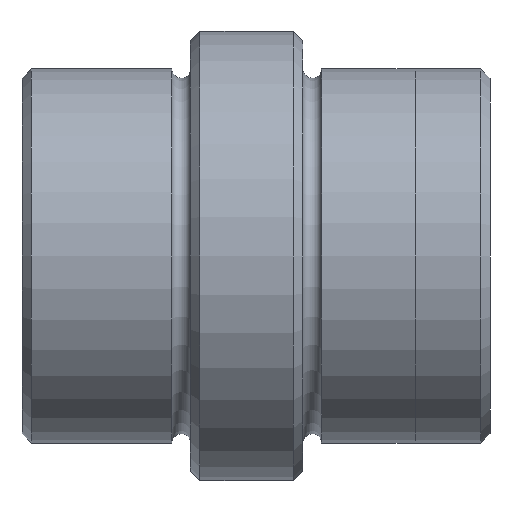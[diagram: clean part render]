
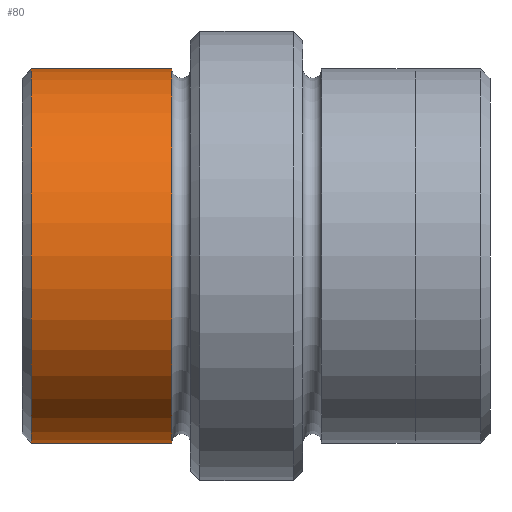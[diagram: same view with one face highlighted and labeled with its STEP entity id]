
A CAD part, front view. The second image highlights one B-rep face of the part: STEP entity #80.
In plain terms, the highlighted cylindrical face has radius 9.999 mm (diameter 19.999 mm), a full revolution.
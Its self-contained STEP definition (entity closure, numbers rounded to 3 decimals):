
#80 = ADVANCED_FACE( '', ( #106, #107 ), #108, .T. );
#106 = FACE_OUTER_BOUND( '', #160, .T. );
#107 = FACE_OUTER_BOUND( '', #161, .T. );
#108 = CYLINDRICAL_SURFACE( '', #162, 10. );
#160 = EDGE_LOOP( '', ( #220 ) );
#161 = EDGE_LOOP( '', ( #221 ) );
#162 = AXIS2_PLACEMENT_3D( '', #222, #223, #224 );
#220 = ORIENTED_EDGE( '', *, *, #301, .T. );
#221 = ORIENTED_EDGE( '', *, *, #299, .F. );
#222 = CARTESIAN_POINT( '', ( 280., 0., 0. ) );
#223 = DIRECTION( '', ( 1., 0., 0. ) );
#224 = DIRECTION( '', ( 0., 0., 1. ) );
#299 = EDGE_CURVE( '', #321, #321, #322, .T. );
#301 = EDGE_CURVE( '', #325, #325, #326, .F. );
#321 = VERTEX_POINT( '', #357 );
#322 = CIRCLE( '', #358, 10. );
#325 = VERTEX_POINT( '', #361 );
#326 = CIRCLE( '', #362, 10. );
#357 = CARTESIAN_POINT( '', ( 8., 0., -9.999 ) );
#358 = AXIS2_PLACEMENT_3D( '', #397, #398, #399 );
#361 = CARTESIAN_POINT( '', ( 0.5, 0., 10. ) );
#362 = AXIS2_PLACEMENT_3D( '', #403, #404, #405 );
#397 = CARTESIAN_POINT( '', ( 8., 0., 0. ) );
#398 = DIRECTION( '', ( 1., 0., 0. ) );
#399 = DIRECTION( '', ( 0., 0., -1. ) );
#403 = CARTESIAN_POINT( '', ( 0.5, 0., 0. ) );
#404 = DIRECTION( '', ( -1., 0., 0. ) );
#405 = DIRECTION( '', ( 0., 0., 1. ) );
